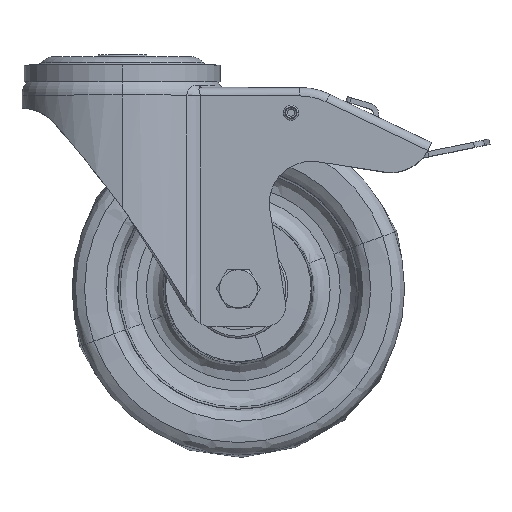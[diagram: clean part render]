
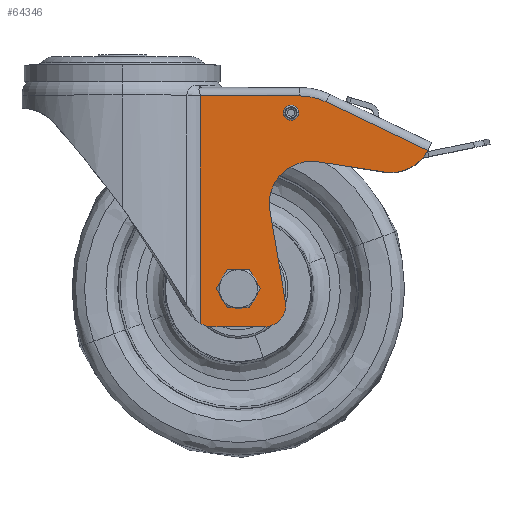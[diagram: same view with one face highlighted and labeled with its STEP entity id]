
A CAD part, top view. The second image highlights one B-rep face of the part: STEP entity #64346.
In plain terms, the highlighted planar face has unit normal (0, 0, 1).
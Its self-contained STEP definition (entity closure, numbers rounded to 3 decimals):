
#89 = EDGE_CURVE ( 'NONE', #36217, #58251, #32857, .T. ) ;
#474 = DIRECTION ( 'NONE',  ( 0., 0., 1. ) ) ;
#555 = LINE ( 'NONE', #10473, #33452 ) ;
#872 = EDGE_CURVE ( 'NONE', #35457, #36217, #17057, .T. ) ;
#1291 = DIRECTION ( 'NONE',  ( 0., 0., -1. ) ) ;
#1386 = LINE ( 'NONE', #11271, #11373 ) ;
#2406 = EDGE_CURVE ( 'NONE', #36856, #35457, #1386, .T. ) ;
#2862 = VERTEX_POINT ( 'NONE', #47448 ) ;
#4429 = DIRECTION ( 'NONE',  ( -1., 0., 0. ) ) ;
#6760 = CARTESIAN_POINT ( 'NONE',  ( 84.103, -48.6, 34. ) ) ;
#6877 = ORIENTED_EDGE ( 'NONE', *, *, #2406, .F. ) ;
#7181 = AXIS2_PLACEMENT_3D ( 'NONE', #58328, #30518, #8127 ) ;
#8127 = DIRECTION ( 'NONE',  ( 0., -1., 0. ) ) ;
#8685 = ORIENTED_EDGE ( 'NONE', *, *, #39150, .F. ) ;
#9095 = AXIS2_PLACEMENT_3D ( 'NONE', #28689, #474, #67405 ) ;
#9401 = DIRECTION ( 'NONE',  ( 0., -1., 0. ) ) ;
#10473 = CARTESIAN_POINT ( 'NONE',  ( 67.504, -129., 34. ) ) ;
#11271 = CARTESIAN_POINT ( 'NONE',  ( 96.588, -22.425, 34. ) ) ;
#11373 = VECTOR ( 'NONE', #61798, 1000. ) ;
#12169 = EDGE_CURVE ( 'NONE', #52350, #54091, #35271, .T. ) ;
#12319 = CIRCLE ( 'NONE', #31114, 2.6 ) ;
#14348 = AXIS2_PLACEMENT_3D ( 'NONE', #72406, #66564, #16804 ) ;
#14389 = EDGE_CURVE ( 'NONE', #65790, #52350, #555, .T. ) ;
#14787 = AXIS2_PLACEMENT_3D ( 'NONE', #54589, #55305, #4429 ) ;
#14875 = CARTESIAN_POINT ( 'NONE',  ( 92.741, -50.836, 34. ) ) ;
#16175 = VERTEX_POINT ( 'NONE', #56651 ) ;
#16506 = VERTEX_POINT ( 'NONE', #48501 ) ;
#16804 = DIRECTION ( 'NONE',  ( 1., 0., 0. ) ) ;
#17057 = CIRCLE ( 'NONE', #33434, 20. ) ;
#17392 = EDGE_LOOP ( 'NONE', ( #8685, #72020 ) ) ;
#18453 = ORIENTED_EDGE ( 'NONE', *, *, #14389, .F. ) ;
#18506 = DIRECTION ( 'NONE',  ( 0., 0., 1. ) ) ;
#18784 = ORIENTED_EDGE ( 'NONE', *, *, #30760, .F. ) ;
#19621 = CARTESIAN_POINT ( 'NONE',  ( 84.103, -19.6, 34. ) ) ;
#21074 = VECTOR ( 'NONE', #64955, 1000. ) ;
#21949 = CIRCLE ( 'NONE', #59361, 20. ) ;
#22569 = CIRCLE ( 'NONE', #14348, 6.1 ) ;
#23093 = LINE ( 'NONE', #61838, #61412 ) ;
#23694 = DIRECTION ( 'NONE',  ( 0., 1., 0. ) ) ;
#23786 = VERTEX_POINT ( 'NONE', #40866 ) ;
#24618 = ORIENTED_EDGE ( 'NONE', *, *, #37527, .F. ) ;
#25175 = CARTESIAN_POINT ( 'NONE',  ( 37.016, -55.52, 34. ) ) ;
#25341 = ORIENTED_EDGE ( 'NONE', *, *, #33960, .T. ) ;
#25840 = ORIENTED_EDGE ( 'NONE', *, *, #63438, .F. ) ;
#26262 = VERTEX_POINT ( 'NONE', #31049 ) ;
#27262 = CARTESIAN_POINT ( 'NONE',  ( 67.504, -129., 34. ) ) ;
#27698 = DIRECTION ( 'NONE',  ( -1., 0., 0. ) ) ;
#28399 = AXIS2_PLACEMENT_3D ( 'NONE', #47899, #37254, #9401 ) ;
#28689 = CARTESIAN_POINT ( 'NONE',  ( 80., -27.6, 34. ) ) ;
#28921 = CIRCLE ( 'NONE', #48805, 10. ) ;
#29747 = CARTESIAN_POINT ( 'NONE',  ( 144.865, -45.452, 34. ) ) ;
#30518 = DIRECTION ( 'NONE',  ( 0., 0., -1. ) ) ;
#30760 = EDGE_CURVE ( 'NONE', #54091, #23786, #48347, .T. ) ;
#31049 = CARTESIAN_POINT ( 'NONE',  ( 84.103, -19.6, 34. ) ) ;
#31114 = AXIS2_PLACEMENT_3D ( 'NONE', #35972, #48083, #59044 ) ;
#32523 = DIRECTION ( 'NONE',  ( 0., 0., -1. ) ) ;
#32857 = LINE ( 'NONE', #62075, #40549 ) ;
#33434 = AXIS2_PLACEMENT_3D ( 'NONE', #59608, #32523, #54831 ) ;
#33452 = VECTOR ( 'NONE', #27698, 1000. ) ;
#33960 = EDGE_CURVE ( 'NONE', #26262, #42578, #69691, .T. ) ;
#34407 = CARTESIAN_POINT ( 'NONE',  ( 42.504, -129., 34. ) ) ;
#34938 = CARTESIAN_POINT ( 'NONE',  ( 48.9, -111., 34. ) ) ;
#35271 = CIRCLE ( 'NONE', #7181, 10. ) ;
#35457 = VERTEX_POINT ( 'NONE', #29747 ) ;
#35972 = CARTESIAN_POINT ( 'NONE',  ( 80., -27.6, 34. ) ) ;
#36217 = VERTEX_POINT ( 'NONE', #70447 ) ;
#36509 = CARTESIAN_POINT ( 'NONE',  ( 37.016, -91.44, 34. ) ) ;
#36856 = VERTEX_POINT ( 'NONE', #59470 ) ;
#37254 = DIRECTION ( 'NONE',  ( 0., 0., -1. ) ) ;
#37527 = EDGE_CURVE ( 'NONE', #66813, #16175, #58069, .T. ) ;
#37985 = CIRCLE ( 'NONE', #60231, 29. ) ;
#39150 = EDGE_CURVE ( 'NONE', #39244, #2862, #40666, .T. ) ;
#39244 = VERTEX_POINT ( 'NONE', #68711 ) ;
#39715 = EDGE_LOOP ( 'NONE', ( #25840, #53967, #51312, #57292, #65617, #6877, #67183, #25341, #48260, #18784, #50096, #18453 ) ) ;
#40549 = VECTOR ( 'NONE', #67495, 1000. ) ;
#40666 = CIRCLE ( 'NONE', #9095, 2.6 ) ;
#40755 = DIRECTION ( 'NONE',  ( 0.153, 0.988, 0. ) ) ;
#40866 = CARTESIAN_POINT ( 'NONE',  ( 37.017, -127.36, 34. ) ) ;
#42021 = CARTESIAN_POINT ( 'NONE',  ( 37.015, -19.6, 34. ) ) ;
#42578 = VERTEX_POINT ( 'NONE', #58258 ) ;
#44000 = CARTESIAN_POINT ( 'NONE',  ( 69.962, -73.965, 34. ) ) ;
#46753 = CARTESIAN_POINT ( 'NONE',  ( 0., -165.6, 34. ) ) ;
#47448 = CARTESIAN_POINT ( 'NONE',  ( 82.6, -27.6, 34. ) ) ;
#47899 = CARTESIAN_POINT ( 'NONE',  ( 42.504, -119., 34. ) ) ;
#48083 = DIRECTION ( 'NONE',  ( 0., 0., 1. ) ) ;
#48260 = ORIENTED_EDGE ( 'NONE', *, *, #69089, .T. ) ;
#48347 = CIRCLE ( 'NONE', #28399, 10. ) ;
#48501 = CARTESIAN_POINT ( 'NONE',  ( 77.362, -117.317, 34. ) ) ;
#48698 = EDGE_CURVE ( 'NONE', #16175, #66813, #22569, .T. ) ;
#48805 = AXIS2_PLACEMENT_3D ( 'NONE', #48878, #59851, #59141 ) ;
#48878 = CARTESIAN_POINT ( 'NONE',  ( 67.504, -119., 34. ) ) ;
#49573 = EDGE_CURVE ( 'NONE', #50092, #16506, #23093, .T. ) ;
#50092 = VERTEX_POINT ( 'NONE', #44000 ) ;
#50096 = ORIENTED_EDGE ( 'NONE', *, *, #12169, .F. ) ;
#50741 = PLANE ( 'NONE',  #52432 ) ;
#51312 = ORIENTED_EDGE ( 'NONE', *, *, #63648, .F. ) ;
#52084 = DIRECTION ( 'NONE',  ( 0., 0., 1. ) ) ;
#52350 = VERTEX_POINT ( 'NONE', #64886 ) ;
#52432 = AXIS2_PLACEMENT_3D ( 'NONE', #46753, #18506, #63158 ) ;
#52714 = ORIENTED_EDGE ( 'NONE', *, *, #48698, .F. ) ;
#53800 = B_SPLINE_CURVE_WITH_KNOTS ( 'NONE', 3,
 ( #42021, #25175, #36509, #70096 ),
 .UNSPECIFIED., .F., .F.,
 ( 4, 4 ),
 ( 0., 1. ),
 .UNSPECIFIED. ) ;
#53967 = ORIENTED_EDGE ( 'NONE', *, *, #49573, .F. ) ;
#54091 = VERTEX_POINT ( 'NONE', #34407 ) ;
#54589 = CARTESIAN_POINT ( 'NONE',  ( 55., -111., 34. ) ) ;
#54831 = DIRECTION ( 'NONE',  ( 0.88, -0.475, 0. ) ) ;
#55305 = DIRECTION ( 'NONE',  ( 0., 0., 1. ) ) ;
#56264 = FACE_BOUND ( 'NONE', #65283, .T. ) ;
#56651 = CARTESIAN_POINT ( 'NONE',  ( 61.1, -111., 34. ) ) ;
#56978 = FACE_BOUND ( 'NONE', #17392, .T. ) ;
#57292 = ORIENTED_EDGE ( 'NONE', *, *, #89, .F. ) ;
#58069 = CIRCLE ( 'NONE', #14787, 6.1 ) ;
#58251 = VERTEX_POINT ( 'NONE', #14875 ) ;
#58258 = CARTESIAN_POINT ( 'NONE',  ( 37.015, -19.6, 34. ) ) ;
#58328 = CARTESIAN_POINT ( 'NONE',  ( 42.504, -119., 34. ) ) ;
#58877 = EDGE_CURVE ( 'NONE', #2862, #39244, #12319, .T. ) ;
#59044 = DIRECTION ( 'NONE',  ( 1., 0., 0. ) ) ;
#59141 = DIRECTION ( 'NONE',  ( 0.986, 0.168, 0. ) ) ;
#59361 = AXIS2_PLACEMENT_3D ( 'NONE', #68468, #52084, #40755 ) ;
#59470 = CARTESIAN_POINT ( 'NONE',  ( 96.588, -22.425, 34. ) ) ;
#59608 = CARTESIAN_POINT ( 'NONE',  ( 127.267, -35.95, 34. ) ) ;
#59851 = DIRECTION ( 'NONE',  ( 0., 0., -1. ) ) ;
#60231 = AXIS2_PLACEMENT_3D ( 'NONE', #6760, #1291, #23694 ) ;
#61412 = VECTOR ( 'NONE', #62204, 1000. ) ;
#61798 = DIRECTION ( 'NONE',  ( 0.903, -0.431, 0. ) ) ;
#61838 = CARTESIAN_POINT ( 'NONE',  ( 69.962, -73.965, 34. ) ) ;
#62075 = CARTESIAN_POINT ( 'NONE',  ( 124.202, -55.714, 34. ) ) ;
#62091 = FACE_OUTER_BOUND ( 'NONE', #39715, .T. ) ;
#62204 = DIRECTION ( 'NONE',  ( 0.168, -0.986, 0. ) ) ;
#63158 = DIRECTION ( 'NONE',  ( 1., 0., 0. ) ) ;
#63438 = EDGE_CURVE ( 'NONE', #16506, #65790, #28921, .T. ) ;
#63648 = EDGE_CURVE ( 'NONE', #58251, #50092, #21949, .T. ) ;
#64346 = ADVANCED_FACE ( 'NONE', ( #56978, #56264, #62091 ), #50741, .T. ) ;
#64886 = CARTESIAN_POINT ( 'NONE',  ( 42.504, -129., 34. ) ) ;
#64955 = DIRECTION ( 'NONE',  ( -1., 0., 0. ) ) ;
#65283 = EDGE_LOOP ( 'NONE', ( #24618, #52714 ) ) ;
#65617 = ORIENTED_EDGE ( 'NONE', *, *, #872, .F. ) ;
#65790 = VERTEX_POINT ( 'NONE', #27262 ) ;
#66564 = DIRECTION ( 'NONE',  ( 0., 0., 1. ) ) ;
#66813 = VERTEX_POINT ( 'NONE', #34938 ) ;
#67183 = ORIENTED_EDGE ( 'NONE', *, *, #72058, .F. ) ;
#67405 = DIRECTION ( 'NONE',  ( -1., 0., 0. ) ) ;
#67495 = DIRECTION ( 'NONE',  ( -0.988, 0.153, 0. ) ) ;
#68468 = CARTESIAN_POINT ( 'NONE',  ( 89.677, -70.6, 34. ) ) ;
#68711 = CARTESIAN_POINT ( 'NONE',  ( 77.4, -27.6, 34. ) ) ;
#69089 = EDGE_CURVE ( 'NONE', #42578, #23786, #53800, .T. ) ;
#69691 = LINE ( 'NONE', #19621, #21074 ) ;
#70096 = CARTESIAN_POINT ( 'NONE',  ( 37.017, -127.36, 34. ) ) ;
#70447 = CARTESIAN_POINT ( 'NONE',  ( 124.202, -55.714, 34. ) ) ;
#72020 = ORIENTED_EDGE ( 'NONE', *, *, #58877, .F. ) ;
#72058 = EDGE_CURVE ( 'NONE', #26262, #36856, #37985, .T. ) ;
#72406 = CARTESIAN_POINT ( 'NONE',  ( 55., -111., 34. ) ) ;
